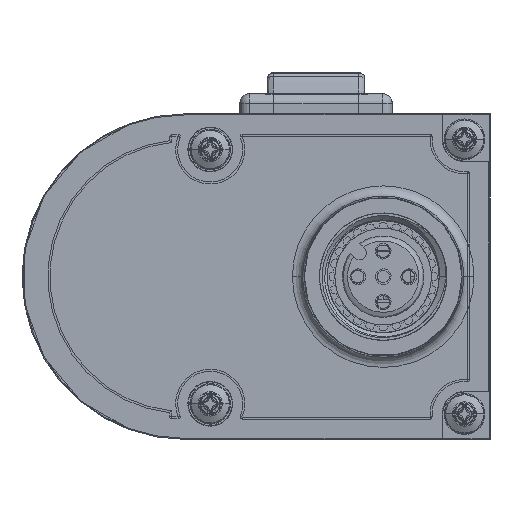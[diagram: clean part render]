
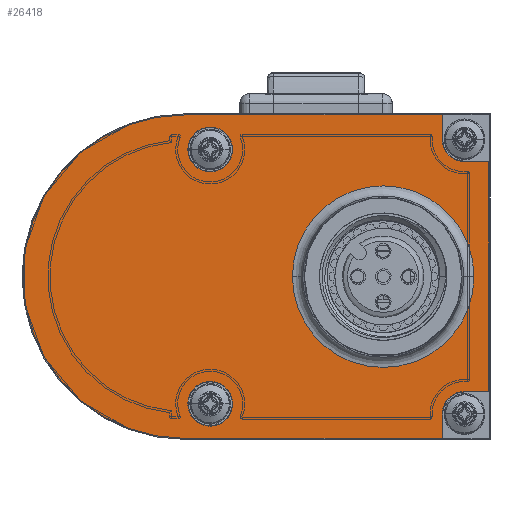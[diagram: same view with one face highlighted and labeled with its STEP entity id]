
A CAD part, left-side view. The second image highlights one B-rep face of the part: STEP entity #26418.
In plain terms, the highlighted face is planar.
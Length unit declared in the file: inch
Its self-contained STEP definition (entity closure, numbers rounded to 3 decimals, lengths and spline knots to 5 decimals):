
#23148=CARTESIAN_POINT('',(12.5,-2.5,0.));
#23149=DIRECTION('',(0.,0.,1.));
#23150=DIRECTION('',(1.,0.,0.));
#23151=AXIS2_PLACEMENT_3D('',#23148,#23149,#23150);
#23153=CARTESIAN_POINT('',(12.5,-2.5,0.));
#23154=DIRECTION('',(0.,0.,1.));
#23155=DIRECTION('',(-1.,0.,0.));
#23156=AXIS2_PLACEMENT_3D('',#23153,#23154,#23155);
#23158=CARTESIAN_POINT('',(-12.5,-2.5,0.));
#23159=DIRECTION('',(0.,0.,1.));
#23160=DIRECTION('',(1.,0.,0.));
#23161=AXIS2_PLACEMENT_3D('',#23158,#23159,#23160);
#23163=CARTESIAN_POINT('',(-12.5,-2.5,0.));
#23164=DIRECTION('',(0.,0.,1.));
#23165=DIRECTION('',(-1.,0.,0.));
#23166=AXIS2_PLACEMENT_3D('',#23163,#23164,#23165);
#23168=CARTESIAN_POINT('',(0.,0.,0.));
#23169=DIRECTION('',(0.,0.,1.));
#23170=DIRECTION('',(1.,0.,0.));
#23171=AXIS2_PLACEMENT_3D('',#23168,#23169,#23170);
#23173=DIRECTION('',(0.,1.,0.));
#23174=VECTOR('',#23173,25.3);
#23175=CARTESIAN_POINT('',(15.89527,-25.3,0.));
#23176=LINE('',#23175,#23174);
#23177=DIRECTION('',(-1.,0.,0.));
#23178=VECTOR('',#23177,2.39527);
#23179=CARTESIAN_POINT('',(15.89527,-25.3,0.));
#23180=LINE('',#23179,#23178);
#23181=CARTESIAN_POINT('',(13.5,-27.5,0.));
#23182=DIRECTION('',(0.,0.,1.));
#23183=DIRECTION('',(0.,1.,0.));
#23184=AXIS2_PLACEMENT_3D('',#23181,#23182,#23183);
#23186=DIRECTION('',(0.,1.,0.));
#23187=VECTOR('',#23186,2.39527);
#23188=CARTESIAN_POINT('',(11.3,-29.89527,0.));
#23189=LINE('',#23188,#23187);
#23190=DIRECTION('',(1.,0.,0.));
#23191=VECTOR('',#23190,22.6);
#23192=CARTESIAN_POINT('',(-11.3,-29.89527,0.));
#23193=LINE('',#23192,#23191);
#23194=DIRECTION('',(0.,1.,0.));
#23195=VECTOR('',#23194,2.39527);
#23196=CARTESIAN_POINT('',(-11.3,-29.89527,0.));
#23197=LINE('',#23196,#23195);
#23198=CARTESIAN_POINT('',(-13.5,-27.5,0.));
#23199=DIRECTION('',(0.,0.,1.));
#23200=DIRECTION('',(1.,0.,0.));
#23201=AXIS2_PLACEMENT_3D('',#23198,#23199,#23200);
#23203=DIRECTION('',(1.,0.,0.));
#23204=VECTOR('',#23203,2.39527);
#23205=CARTESIAN_POINT('',(-15.89527,-25.3,0.));
#23206=LINE('',#23205,#23204);
#23207=DIRECTION('',(0.,1.,0.));
#23208=VECTOR('',#23207,25.3);
#23209=CARTESIAN_POINT('',(-15.89527,-25.3,0.));
#23210=LINE('',#23209,#23208);
#23211=CARTESIAN_POINT('',(0.,-19.5,0.));
#23212=DIRECTION('',(0.,0.,1.));
#23213=DIRECTION('',(0.,1.,0.));
#23214=AXIS2_PLACEMENT_3D('',#23211,#23212,#23213);
#23216=CARTESIAN_POINT('',(0.,-19.5,0.));
#23217=DIRECTION('',(0.,0.,1.));
#23218=DIRECTION('',(0.,-1.,0.));
#23219=AXIS2_PLACEMENT_3D('',#23216,#23217,#23218);
#26007=CARTESIAN_POINT('',(15.89527,0.,0.));
#26009=VERTEX_POINT('',#26007);
#26011=CARTESIAN_POINT('',(-15.89527,0.,0.));
#26013=VERTEX_POINT('',#26011);
#26022=CARTESIAN_POINT('',(14.7,-2.5,0.));
#26023=CARTESIAN_POINT('',(10.3,-2.5,0.));
#26024=VERTEX_POINT('',#26022);
#26025=VERTEX_POINT('',#26023);
#26026=CARTESIAN_POINT('',(-10.3,-2.5,0.));
#26027=CARTESIAN_POINT('',(-14.7,-2.5,0.));
#26028=VERTEX_POINT('',#26026);
#26029=VERTEX_POINT('',#26027);
#26141=CARTESIAN_POINT('',(0.,-10.5753,0.));
#26142=CARTESIAN_POINT('',(0.,-28.4247,0.));
#26143=VERTEX_POINT('',#26141);
#26144=VERTEX_POINT('',#26142);
#26317=CARTESIAN_POINT('',(13.5,-25.3,0.));
#26318=CARTESIAN_POINT('',(11.3,-27.5,0.));
#26319=VERTEX_POINT('',#26317);
#26320=VERTEX_POINT('',#26318);
#26321=CARTESIAN_POINT('',(-11.3,-27.5,0.));
#26322=CARTESIAN_POINT('',(-13.5,-25.3,0.));
#26323=VERTEX_POINT('',#26321);
#26324=VERTEX_POINT('',#26322);
#26325=CARTESIAN_POINT('',(15.89527,-25.3,0.));
#26326=VERTEX_POINT('',#26325);
#26327=CARTESIAN_POINT('',(11.3,-29.89527,0.));
#26328=VERTEX_POINT('',#26327);
#26329=CARTESIAN_POINT('',(-11.3,-29.89527,0.));
#26330=VERTEX_POINT('',#26329);
#26331=CARTESIAN_POINT('',(-15.89527,-25.3,0.));
#26332=VERTEX_POINT('',#26331);
#26373=CARTESIAN_POINT('',(0.,0.,0.));
#26374=DIRECTION('',(0.,0.,1.));
#26375=DIRECTION('',(1.,0.,0.));
#26376=AXIS2_PLACEMENT_3D('',#26373,#26374,#26375);
#26377=PLANE('',#26376);
#26379=ORIENTED_EDGE('',*,*,#26378,.F.);
#26381=ORIENTED_EDGE('',*,*,#26380,.F.);
#26383=ORIENTED_EDGE('',*,*,#26382,.T.);
#26385=ORIENTED_EDGE('',*,*,#26384,.T.);
#26387=ORIENTED_EDGE('',*,*,#26386,.F.);
#26389=ORIENTED_EDGE('',*,*,#26388,.F.);
#26391=ORIENTED_EDGE('',*,*,#26390,.T.);
#26393=ORIENTED_EDGE('',*,*,#26392,.T.);
#26395=ORIENTED_EDGE('',*,*,#26394,.F.);
#26397=ORIENTED_EDGE('',*,*,#26396,.T.);
#26398=EDGE_LOOP('',(#26379,#26381,#26383,#26385,#26387,#26389,#26391,#26393,
#26395,#26397));
#26399=FACE_OUTER_BOUND('',#26398,.F.);
#26401=ORIENTED_EDGE('',*,*,#26400,.T.);
#26403=ORIENTED_EDGE('',*,*,#26402,.T.);
#26404=EDGE_LOOP('',(#26401,#26403));
#26405=FACE_BOUND('',#26404,.F.);
#26407=ORIENTED_EDGE('',*,*,#26406,.T.);
#26409=ORIENTED_EDGE('',*,*,#26408,.T.);
#26410=EDGE_LOOP('',(#26407,#26409));
#26411=FACE_BOUND('',#26410,.F.);
#26413=ORIENTED_EDGE('',*,*,#26412,.T.);
#26415=ORIENTED_EDGE('',*,*,#26414,.T.);
#26416=EDGE_LOOP('',(#26413,#26415));
#26417=FACE_BOUND('',#26416,.F.);
#26418=ADVANCED_FACE('',(#26399,#26405,#26411,#26417),#26377,.T.);
#23152=CIRCLE('',#23151,2.2);
#23157=CIRCLE('',#23156,2.2);
#23162=CIRCLE('',#23161,2.2);
#23167=CIRCLE('',#23166,2.2);
#23172=CIRCLE('',#23171,15.89527);
#23185=CIRCLE('',#23184,2.2);
#23202=CIRCLE('',#23201,2.2);
#23215=CIRCLE('',#23214,8.9247);
#23220=CIRCLE('',#23219,8.9247);
#26378=EDGE_CURVE('',#26009,#26013,#23172,.T.);
#26380=EDGE_CURVE('',#26326,#26009,#23176,.T.);
#26382=EDGE_CURVE('',#26326,#26319,#23180,.T.);
#26384=EDGE_CURVE('',#26319,#26320,#23185,.T.);
#26386=EDGE_CURVE('',#26328,#26320,#23189,.T.);
#26388=EDGE_CURVE('',#26330,#26328,#23193,.T.);
#26390=EDGE_CURVE('',#26330,#26323,#23197,.T.);
#26392=EDGE_CURVE('',#26323,#26324,#23202,.T.);
#26394=EDGE_CURVE('',#26332,#26324,#23206,.T.);
#26396=EDGE_CURVE('',#26332,#26013,#23210,.T.);
#26400=EDGE_CURVE('',#26028,#26029,#23162,.T.);
#26402=EDGE_CURVE('',#26029,#26028,#23167,.T.);
#26406=EDGE_CURVE('',#26024,#26025,#23152,.T.);
#26408=EDGE_CURVE('',#26025,#26024,#23157,.T.);
#26412=EDGE_CURVE('',#26143,#26144,#23215,.T.);
#26414=EDGE_CURVE('',#26144,#26143,#23220,.T.);
